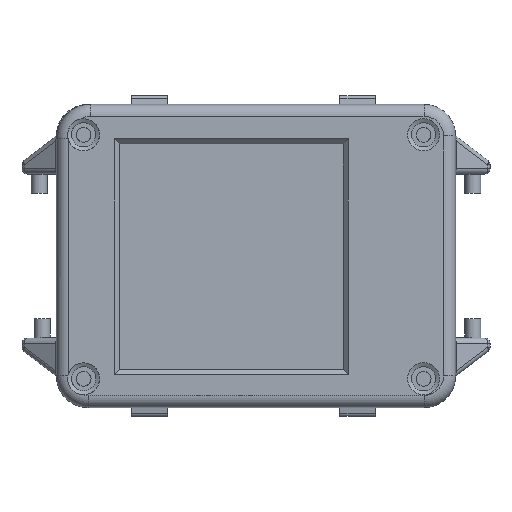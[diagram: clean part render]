
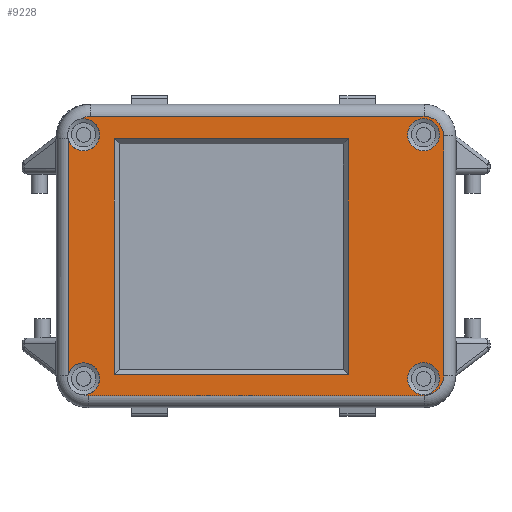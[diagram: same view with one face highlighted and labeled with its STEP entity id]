
A CAD part, top view. The second image highlights one B-rep face of the part: STEP entity #9228.
In plain terms, the highlighted planar face has unit normal (0, 0, 1).
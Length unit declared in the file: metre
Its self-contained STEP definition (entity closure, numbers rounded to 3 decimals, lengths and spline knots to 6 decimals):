
#504=CIRCLE('',#10014,0.00245);
#510=CIRCLE('',#10023,0.00245);
#526=CIRCLE('',#10051,0.002);
#527=CIRCLE('',#10052,0.00245);
#528=CIRCLE('',#10053,0.0028);
#529=CIRCLE('',#10054,0.002);
#530=CIRCLE('',#10055,0.002);
#531=CIRCLE('',#10056,0.002);
#2951=ORIENTED_EDGE('',*,*,#4501,.F.);
#2952=ORIENTED_EDGE('',*,*,#4448,.T.);
#2953=ORIENTED_EDGE('',*,*,#4492,.T.);
#2954=ORIENTED_EDGE('',*,*,#4502,.T.);
#2955=ORIENTED_EDGE('',*,*,#4503,.T.);
#2956=ORIENTED_EDGE('',*,*,#4504,.T.);
#2957=ORIENTED_EDGE('',*,*,#4505,.F.);
#2958=ORIENTED_EDGE('',*,*,#4454,.T.);
#2959=ORIENTED_EDGE('',*,*,#4506,.F.);
#2960=ORIENTED_EDGE('',*,*,#4458,.T.);
#2961=ORIENTED_EDGE('',*,*,#4445,.F.);
#2962=ORIENTED_EDGE('',*,*,#4507,.T.);
#2963=ORIENTED_EDGE('',*,*,#4508,.T.);
#2964=ORIENTED_EDGE('',*,*,#4509,.T.);
#2965=ORIENTED_EDGE('',*,*,#4510,.T.);
#2966=ORIENTED_EDGE('',*,*,#4511,.F.);
#4445=EDGE_CURVE('',#5377,#5378,#6340,.T.);
#4448=EDGE_CURVE('',#5377,#5379,#504,.T.);
#4454=EDGE_CURVE('',#5384,#5383,#6341,.T.);
#4458=EDGE_CURVE('',#5386,#5378,#510,.T.);
#4492=EDGE_CURVE('',#5379,#5412,#6362,.F.);
#4501=EDGE_CURVE('',#5417,#5417,#526,.T.);
#4502=EDGE_CURVE('',#5412,#5418,#527,.T.);
#4503=EDGE_CURVE('',#5418,#5419,#6369,.T.);
#4504=EDGE_CURVE('',#5419,#5420,#528,.T.);
#4505=EDGE_CURVE('',#5384,#5420,#529,.T.);
#4506=EDGE_CURVE('',#5386,#5383,#530,.T.);
#4507=EDGE_CURVE('',#5421,#5422,#6370,.T.);
#4508=EDGE_CURVE('',#5422,#5423,#6371,.T.);
#4509=EDGE_CURVE('',#5423,#5424,#6372,.T.);
#4510=EDGE_CURVE('',#5424,#5421,#6373,.T.);
#4511=EDGE_CURVE('',#5425,#5425,#531,.T.);
#5377=VERTEX_POINT('',#15468);
#5378=VERTEX_POINT('',#15469);
#5379=VERTEX_POINT('',#15474);
#5383=VERTEX_POINT('',#15488);
#5384=VERTEX_POINT('',#15490);
#5386=VERTEX_POINT('',#15503);
#5412=VERTEX_POINT('',#15571);
#5417=VERTEX_POINT('',#15590);
#5418=VERTEX_POINT('',#15592);
#5419=VERTEX_POINT('',#15594);
#5420=VERTEX_POINT('',#15596);
#5421=VERTEX_POINT('',#15600);
#5422=VERTEX_POINT('',#15601);
#5423=VERTEX_POINT('',#15603);
#5424=VERTEX_POINT('',#15605);
#5425=VERTEX_POINT('',#15608);
#6340=LINE('',#15467,#7316);
#6341=LINE('',#15489,#7317);
#6362=LINE('',#15572,#7338);
#6369=LINE('',#15593,#7345);
#6370=LINE('',#15599,#7346);
#6371=LINE('',#15602,#7347);
#6372=LINE('',#15604,#7348);
#6373=LINE('',#15606,#7349);
#7316=VECTOR('',#12420,1.);
#7317=VECTOR('',#12441,1.);
#7338=VECTOR('',#12510,1.);
#7345=VECTOR('',#12533,1.);
#7346=VECTOR('',#12540,1.);
#7347=VECTOR('',#12541,1.);
#7348=VECTOR('',#12542,1.);
#7349=VECTOR('',#12543,1.);
#7854=EDGE_LOOP('',(#2951));
#7855=EDGE_LOOP('',(#2952,#2953,#2954,#2955,#2956,#2957,#2958,#2959,#2960,
#2961));
#7856=EDGE_LOOP('',(#2962,#2963,#2964,#2965));
#7857=EDGE_LOOP('',(#2966));
#8398=FACE_BOUND('',#7854,.T.);
#8399=FACE_BOUND('',#7855,.T.);
#8400=FACE_BOUND('',#7856,.T.);
#8401=FACE_BOUND('',#7857,.T.);
#8761=PLANE('',#10050);
#9228=ADVANCED_FACE('',(#8398,#8399,#8400,#8401),#8761,.T.);
#10014=AXIS2_PLACEMENT_3D('',#15473,#12427,#12428);
#10023=AXIS2_PLACEMENT_3D('',#15504,#12446,#12447);
#10050=AXIS2_PLACEMENT_3D('',#15588,#12527,#12528);
#10051=AXIS2_PLACEMENT_3D('',#15589,#12529,#12530);
#10052=AXIS2_PLACEMENT_3D('',#15591,#12531,#12532);
#10053=AXIS2_PLACEMENT_3D('',#15595,#12534,#12535);
#10054=AXIS2_PLACEMENT_3D('',#15597,#12536,#12537);
#10055=AXIS2_PLACEMENT_3D('',#15598,#12538,#12539);
#10056=AXIS2_PLACEMENT_3D('',#15607,#12544,#12545);
#12420=DIRECTION('',(-1.,0.,0.));
#12427=DIRECTION('',(0.,0.,1.));
#12428=DIRECTION('',(1.,0.,0.));
#12441=DIRECTION('',(0.,-1.,0.));
#12446=DIRECTION('',(0.,0.,1.));
#12447=DIRECTION('',(1.,0.,0.));
#12510=DIRECTION('',(0.,-1.,0.));
#12527=DIRECTION('',(0.,0.,1.));
#12528=DIRECTION('',(1.,0.,0.));
#12529=DIRECTION('',(0.,0.,1.));
#12530=DIRECTION('',(1.,0.,0.));
#12531=DIRECTION('',(0.,0.,1.));
#12532=DIRECTION('',(1.,0.,0.));
#12533=DIRECTION('',(-1.,0.,0.));
#12534=DIRECTION('',(0.,0.,1.));
#12535=DIRECTION('',(1.,0.,0.));
#12536=DIRECTION('',(0.,0.,1.));
#12537=DIRECTION('',(1.,0.,0.));
#12538=DIRECTION('',(0.,0.,1.));
#12539=DIRECTION('',(1.,0.,0.));
#12540=DIRECTION('',(0.,1.,0.));
#12541=DIRECTION('',(1.,0.,0.));
#12542=DIRECTION('',(0.,-1.,0.));
#12543=DIRECTION('',(-1.,0.,0.));
#12544=DIRECTION('',(0.,0.,1.));
#12545=DIRECTION('',(1.,0.,0.));
#15467=CARTESIAN_POINT('',(0.,-0.01745,0.00085));
#15468=CARTESIAN_POINT('',(0.021,-0.01745,0.00085));
#15469=CARTESIAN_POINT('',(-0.021,-0.01745,0.00085));
#15473=CARTESIAN_POINT('',(0.021,-0.015,0.00085));
#15474=CARTESIAN_POINT('',(0.02345,-0.015,0.00085));
#15488=CARTESIAN_POINT('',(-0.02345,-0.014728,0.00085));
#15489=CARTESIAN_POINT('',(-0.02345,0.,0.00085));
#15490=CARTESIAN_POINT('',(-0.02345,0.014524,0.00085));
#15503=CARTESIAN_POINT('',(-0.021708,-0.017346,0.00085));
#15504=CARTESIAN_POINT('',(-0.021,-0.015,0.00085));
#15571=CARTESIAN_POINT('',(0.02345,0.015,0.00085));
#15572=CARTESIAN_POINT('',(0.02345,0.,0.00085));
#15588=CARTESIAN_POINT('',(0.,0.,0.00085));
#15589=CARTESIAN_POINT('',(0.02095,-0.015348,0.00085));
#15590=CARTESIAN_POINT('',(0.02295,-0.015348,0.00085));
#15591=CARTESIAN_POINT('',(0.021,0.015,0.00085));
#15592=CARTESIAN_POINT('',(0.021,0.01745,0.00085));
#15593=CARTESIAN_POINT('',(0.,0.01745,0.00085));
#15594=CARTESIAN_POINT('',(-0.02065,0.01745,0.00085));
#15595=CARTESIAN_POINT('',(-0.02065,0.01465,0.00085));
#15596=CARTESIAN_POINT('',(-0.022016,0.017094,0.00085));
#15597=CARTESIAN_POINT('',(-0.02155,0.015149,0.00085));
#15598=CARTESIAN_POINT('',(-0.02155,-0.015352,0.00085));
#15599=CARTESIAN_POINT('',(-0.01775,0.014,0.00085));
#15600=CARTESIAN_POINT('',(-0.01775,-0.01485,0.00085));
#15601=CARTESIAN_POINT('',(-0.01775,0.01465,0.00085));
#15602=CARTESIAN_POINT('',(0.,0.01465,0.00085));
#15603=CARTESIAN_POINT('',(0.01155,0.01465,0.00085));
#15604=CARTESIAN_POINT('',(0.01155,0.,0.00085));
#15605=CARTESIAN_POINT('',(0.01155,-0.01485,0.00085));
#15606=CARTESIAN_POINT('',(-0.0171,-0.01485,0.00085));
#15607=CARTESIAN_POINT('',(0.02095,0.01515,0.00085));
#15608=CARTESIAN_POINT('',(0.02295,0.01515,0.00085));
